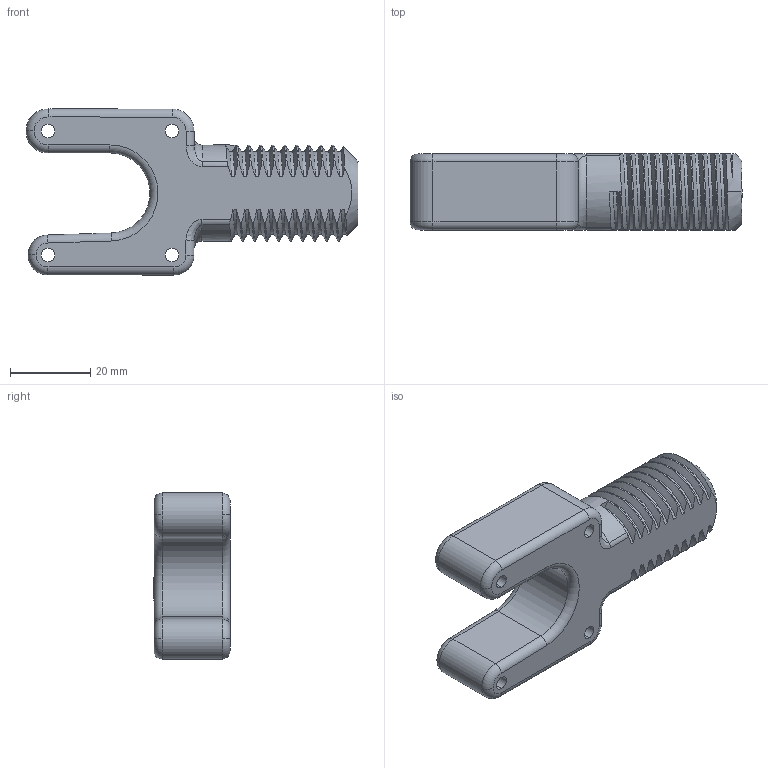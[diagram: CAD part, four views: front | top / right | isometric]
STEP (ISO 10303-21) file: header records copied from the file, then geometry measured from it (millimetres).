
FILE_DESCRIPTION (( 'STEP AP214' ), '1' );
FILE_NAME ('BmotorTensionerM24ThreadFIXED.STEP', '2025-09-18T19:07:41', ( '' ), ( '' ), 'SwSTEP 2.0', 'SolidWorks 2024', '' );
FILE_SCHEMA (( 'AUTOMOTIVE_DESIGN' ));
Length unit declared in the file: millimetre
Products named in the file (1): BmotorTensionerM24ThreadFIXED
Bounding box: 83 x 19 x 41.5 mm (x, y, z)
Volume: 35189.2 mm3; surface area: 10022.9 mm2
Topology: 1 solids, 1 shells, 153 faces, 424 edges, 273 vertices
Faces by surface type: bspline 66, cylinder 58, torus 17, plane 10, cone 2
Entity records: 31933 total; most frequent: CARTESIAN_POINT 26854, ORIENTED_EDGE 848, DIRECTION 485, EDGE_CURVE 424, VERTEX_POINT 273, B_SPLINE_CURVE_WITH_KNOTS 200, AXIS2_PLACEMENT_3D 173, EDGE_LOOP 161
